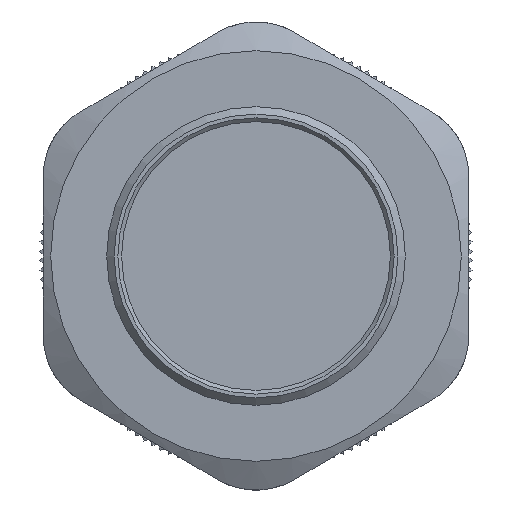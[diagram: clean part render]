
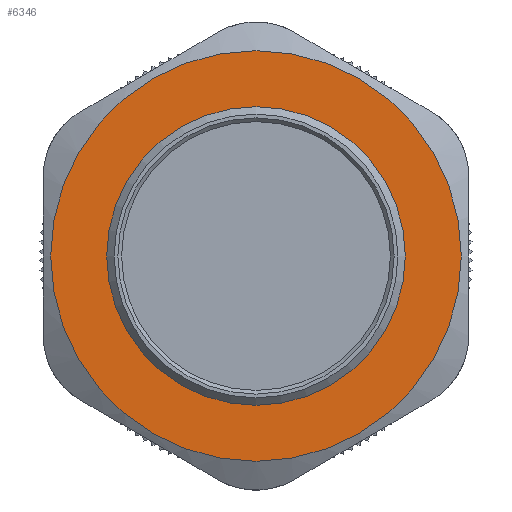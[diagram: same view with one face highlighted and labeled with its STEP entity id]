
A CAD part, front view. The second image highlights one B-rep face of the part: STEP entity #6346.
In plain terms, the highlighted planar face has unit normal (0, -1, 0).
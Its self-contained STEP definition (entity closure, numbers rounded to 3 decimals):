
#31=FACE_BOUND('',#1582,.T.);
#932=PLANE('',#6717);
#1254=FACE_OUTER_BOUND('',#1581,.T.);
#1581=EDGE_LOOP('',(#5685));
#1582=EDGE_LOOP('',(#5686));
#2236=CIRCLE('',#6702,27.5);
#2238=CIRCLE('',#6716,19.2);
#2852=VERTEX_POINT('',#10812);
#2865=VERTEX_POINT('',#10955);
#3780=EDGE_CURVE('',#2852,#2852,#2236,.T.);
#3805=EDGE_CURVE('',#2865,#2865,#2238,.T.);
#5685=ORIENTED_EDGE('',*,*,#3780,.F.);
#5686=ORIENTED_EDGE('',*,*,#3805,.T.);
#6346=ADVANCED_FACE('',(#1254,#31),#932,.T.);
#6702=AXIS2_PLACEMENT_3D('',#10814,#7685,#7686);
#6716=AXIS2_PLACEMENT_3D('',#10956,#7723,#7724);
#6717=AXIS2_PLACEMENT_3D('',#10958,#7726,#7727);
#7685=DIRECTION('center_axis',(0.,1.,0.));
#7686=DIRECTION('ref_axis',(1.,0.,0.));
#7723=DIRECTION('center_axis',(0.,1.,0.));
#7724=DIRECTION('ref_axis',(1.,0.,0.));
#7726=DIRECTION('center_axis',(0.,-1.,0.));
#7727=DIRECTION('ref_axis',(0.,0.,-1.));
#10812=CARTESIAN_POINT('',(11.757,-23.936,-0.388));
#10814=CARTESIAN_POINT('Origin',(-15.743,-23.936,-0.388));
#10955=CARTESIAN_POINT('',(3.457,-23.936,-0.388));
#10956=CARTESIAN_POINT('Origin',(-15.743,-23.936,-0.388));
#10958=CARTESIAN_POINT('Origin',(-43.243,-23.936,-0.388));
